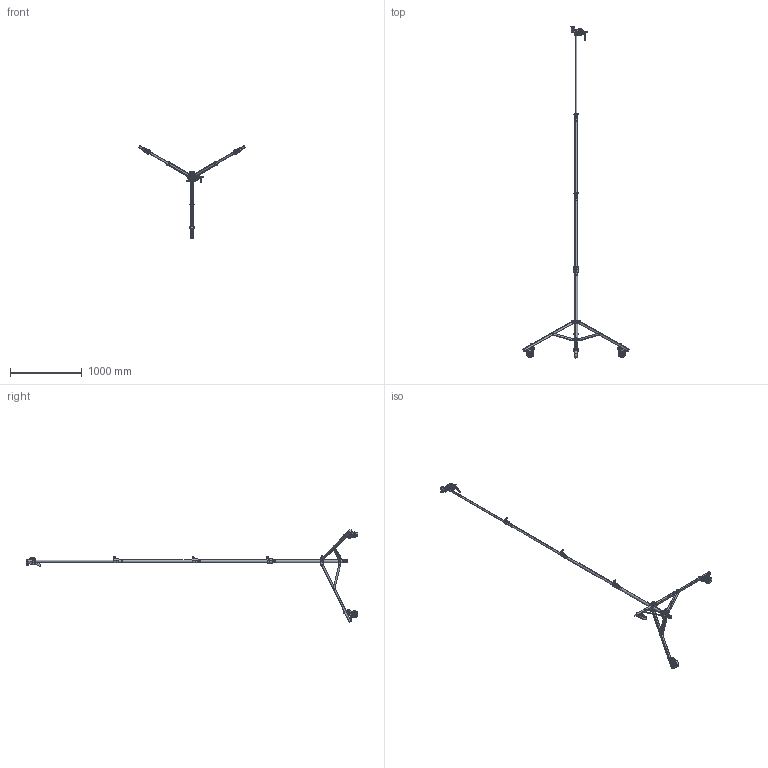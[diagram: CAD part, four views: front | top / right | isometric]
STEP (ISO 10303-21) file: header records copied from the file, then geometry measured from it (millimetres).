
FILE_DESCRIPTION (( 'STEP AP203' ), '1' );
FILE_NAME ('G208501.STEP', '2018-10-01T14:54:00', ( '' ), ( '' ), 'SwSTEP 2.0', 'SolidWorks 2016', '' );
FILE_SCHEMA (( 'CONFIG_CONTROL_DESIGN' ));
Length unit declared in the file: millimetre
Products named in the file (72): Hex Bolt GradeC_Doughty Fastners - Black_ISO 4016 - M8 x 55 x 22-WS; S0105; S0106; S0199; B Washer_Bright washer BS 4320 - M10 (Form B); TH1830; TH085; TH1483; TH2358_TH2455; Spring Pin Slotted_HD_Doughty Fastners_Spring Pin ISO 8752 - 6 x 32St; TH1534_TH2557; TH1828_TH2824; Socket Set Screw Flat Point_Doughty Fastners_BS 4168-2 - M8 x 16-S; TH1465_TH2452; TH1829_TH2825; S0104; S0112; TH2236; TH2027_TH2027; TH2028_TH2028; TH1463_TH2454; Hex Bolt_ISO 4016 - M10 x 90 x 26-WS; socket set screw flat point_doughty fastners - stainless_BS 4168-2 - M8 x 8-S; Spring Pin Slotted_HD_Doughty Fastners_Spring Pin ISO 8752 - 6 x 40St; Doughty Knob_S0140; G208501; F630; F629; S3145; TH037_TH037; TH1832_TH2827; TH1831; TH097; TH1836_TH2826; TH1837; Plain Washer Form B_Doughty Fastners - Black_Bright washer BS 4320 - M8 (Form B); Spring Pin Slotted_HD_Doughty Fastners_Spring Pin ISO 8752 - 6 x 50St; Doughty Knob_S0142; T77700; TH1468_TH2552 ...
Assembly tree (153 placements, depth 4):
  G208501
    TH1465_TH2452
      TH1448
      Spring Pin Slotted_HD_Doughty Fastners_Spring Pin ISO 8752 - 6 x 50St
    TH1537_TH2476
      TH097
      F629
    TH1538_TH2477
      TH096
      F629
    S0106
    S0201
    TH2376_TH2456  x3
    TH2377_TH2462  x6
    F972  x6
    TH2357  x2
    TH1534_TH2557
      TH079_TH2551
        TH2029_TH2029
      F629
    TH1464_TH2453
      TH1447
      Spring Pin Slotted_HD_Doughty Fastners_Spring Pin ISO 8752 - 6 x 40St
    TH1483  x2
    S0105
    S0200
    TH1468_TH2552
      TH1467_TH1467
        TH2028_TH2028
      F629
    TH1463_TH2454
      TH1446
      Spring Pin Slotted_HD_Doughty Fastners_Spring Pin ISO 8752 - 6 x 32St
    S0104
    TH085  x2
    Doughty Knob_S0140  x3
    Doughty Knob_S0142  x2
    TH2236  x3
    TH2378  x3
    S3145  x3
    T77700  x3
    TH1507_TH2553
      TH037_TH037
        TH2027_TH2027
      F629
      F770  x2
    TH2358_TH2455
    S0199
    S0112
    TH864
    TH1478
    TH1479
    G1200_G120001 (no spigot for stands)
      TH1837
      TH1829_TH2825
      TH1828_TH2824
      TH1831
      TH1832_TH2827
      Doughty Knob_S0141
      Socket Set Screw Flat Point_Doughty Fastners_BS 4168-2 - M8 x 16-S
Bounding box: 1490.67 x 4617.17 x 1291.47 mm (x, y, z)
Volume: 3813750.6 mm3; surface area: 2418965.7 mm2
Topology: 146 solids, 152 shells, 6068 faces, 14899 edges, 9265 vertices
Faces by surface type: plane 2054, cylinder 1969, cone 1084, torus 559, bspline 336, sphere 66
Entity records: 137681 total; most frequent: CARTESIAN_POINT 46060, DIRECTION 17515, ORIENTED_EDGE 16900, EDGE_CURVE 8450, AXIS2_PLACEMENT_3D 6571, VERTEX_POINT 5240, LINE 4373, VECTOR 4373
